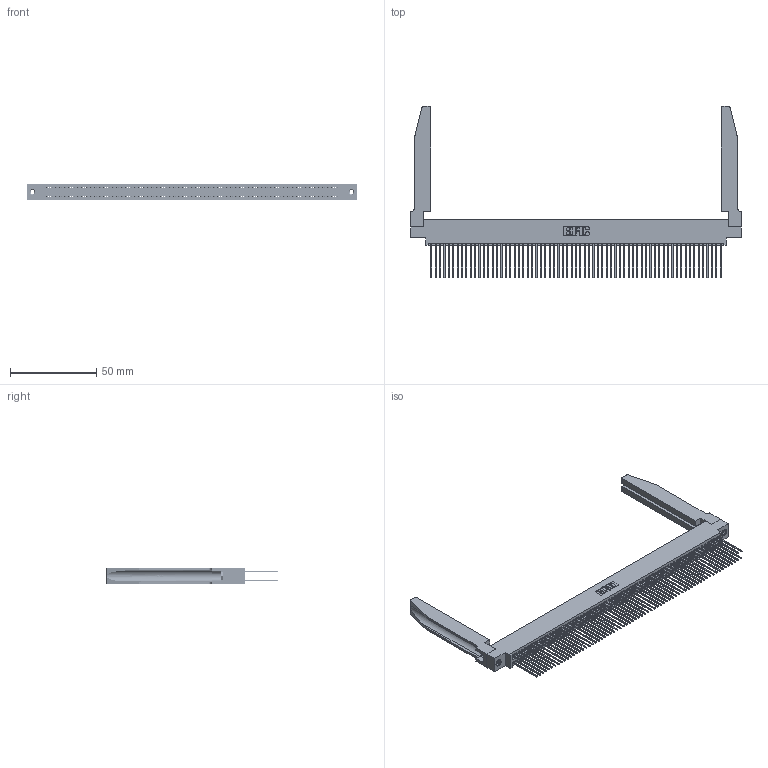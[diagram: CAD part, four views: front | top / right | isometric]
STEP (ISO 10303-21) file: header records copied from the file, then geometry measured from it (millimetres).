
FILE_DESCRIPTION (( 'STEP AP203' ), '1' );
FILE_NAME ('345-134-541-878.STEP', '2019-11-08T02:40:28', ( '' ), ( '' ), 'SwSTEP 2.0', 'SolidWorks 2016', '' );
FILE_SCHEMA (( 'CONFIG_CONTROL_DESIGN' ));
Length unit declared in the file: inch
Products named in the file (5): 345-134-541-878; 345-220-078_345-220-078; 345-250-001_345-250-001-102; 345 Part_0.170 Offset - 0.156 Dia-TH; 345-292-001_345-293-141
Assembly tree (139 placements, depth 2):
  345-134-541-878
    345 Part_0.170 Offset - 0.156 Dia-TH
    345-292-001_345-293-141  x134
    345-250-001_345-250-001-102  x2
    345-220-078_345-220-078  x2
Bounding box: 191.41 x 99.24 x 9.4 mm (x, y, z)
Volume: 27252.1 mm3; surface area: 39877.1 mm2
Topology: 139 solids, 139 shells, 7064 faces, 20927 edges, 13762 vertices
Faces by surface type: plane 4648, cylinder 2364, bspline 36, cone 12, torus 4
Entity records: 54094 total; most frequent: CARTESIAN_POINT 9963, ORIENTED_EDGE 8794, DIRECTION 7747, EDGE_CURVE 4397, LINE 3903, VECTOR 3903, VERTEX_POINT 2924, AXIS2_PLACEMENT_3D 1922
